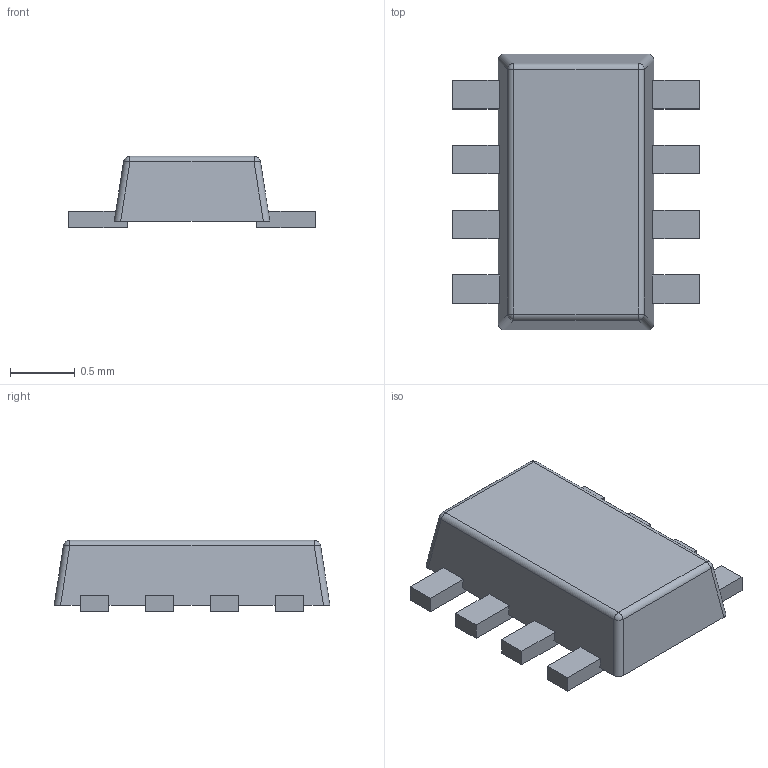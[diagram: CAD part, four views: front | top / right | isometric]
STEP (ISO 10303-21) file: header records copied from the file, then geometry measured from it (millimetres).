
FILE_DESCRIPTION((''),'2;1');
FILE_NAME('DTS0008A_ASM','2020-09-11T13:29:45',('a0412086'),(''),'CREO PARAMETRIC BY PTC INC, 2018500','CREO PARAMETRIC BY PTC INC, 2018500','');
FILE_SCHEMA(('CONFIG_CONTROL_DESIGN','SHAPE_APPEARANCE_LAYERS_GROUPS'));
Length unit declared in the file: millimetre
Products named in the file (3): FRAME; MOLD; DTS0008A_ASM
Assembly tree (2 placements, depth 2):
  DTS0008A_ASM
    FRAME
    MOLD
Bounding box: 1.9 x 2.13 x 0.55 mm (x, y, z)
Volume: 1.2 mm3; surface area: 10.7 mm2
Topology: 9 solids, 9 shells, 98 faces, 228 edges, 148 vertices
Faces by surface type: plane 86, cylinder 8, sphere 4
Entity records: 3647 total; most frequent: CARTESIAN_POINT 495, ORIENTED_EDGE 456, DIRECTION 442, PRESENTATION_STYLE_ASSIGNMENT 245, STYLED_ITEM 237, CURVE_STYLE 228, EDGE_CURVE 228, VECTOR 212
